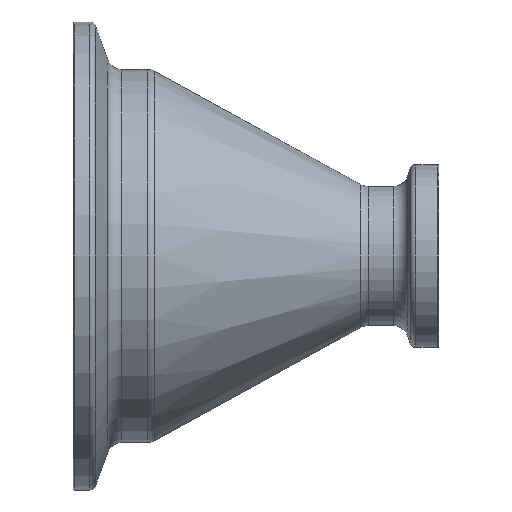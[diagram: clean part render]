
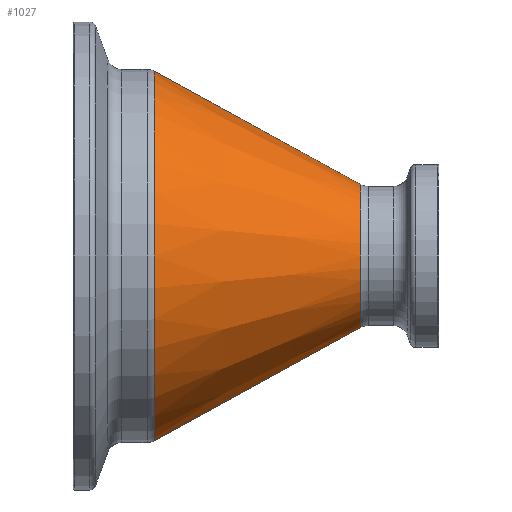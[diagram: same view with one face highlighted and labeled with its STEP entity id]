
A CAD part, front view. The second image highlights one B-rep face of the part: STEP entity #1027.
In plain terms, the highlighted conical face has half-angle 28.733 degrees and reference radius 9.771 mm.
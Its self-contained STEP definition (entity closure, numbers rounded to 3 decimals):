
#26 = ORIENTED_EDGE ( 'NONE', *, *, #903, .F. ) ;
#140 = CARTESIAN_POINT ( 'NONE',  ( 39.355, 0., 0. ) ) ;
#151 = EDGE_CURVE ( 'NONE', #1443, #1446, #1332, .T. ) ;
#164 = VERTEX_POINT ( 'NONE', #696 ) ;
#170 = DIRECTION ( 'NONE',  ( -0.877, 0., 0.481 ) ) ;
#284 = CARTESIAN_POINT ( 'NONE',  ( 39.355, 0., -9.771 ) ) ;
#290 = EDGE_CURVE ( 'NONE', #869, #164, #1068, .T. ) ;
#313 = ORIENTED_EDGE ( 'NONE', *, *, #398, .T. ) ;
#351 = CARTESIAN_POINT ( 'NONE',  ( 39.355, 0., 0. ) ) ;
#381 = DIRECTION ( 'NONE',  ( 0., 0., 1. ) ) ;
#398 = EDGE_CURVE ( 'NONE', #1443, #869, #476, .T. ) ;
#408 = AXIS2_PLACEMENT_3D ( 'NONE', #351, #880, #1645 ) ;
#476 = CIRCLE ( 'NONE', #1198, 9.771 ) ;
#559 = VECTOR ( 'NONE', #170, 1000. ) ;
#579 = CONICAL_SURFACE ( 'NONE', #408, 9.771, 0.501 ) ;
#656 = DIRECTION ( 'NONE',  ( -1., 0., 0. ) ) ;
#679 = DIRECTION ( 'NONE',  ( -0.877, 0., -0.481 ) ) ;
#696 = CARTESIAN_POINT ( 'NONE',  ( 11.069, 0., 25.279 ) ) ;
#869 = VERTEX_POINT ( 'NONE', #1173 ) ;
#880 = DIRECTION ( 'NONE',  ( -1., 0., 0. ) ) ;
#903 = EDGE_CURVE ( 'NONE', #1446, #164, #1058, .T. ) ;
#904 = DIRECTION ( 'NONE',  ( -1., 0., 0. ) ) ;
#912 = ORIENTED_EDGE ( 'NONE', *, *, #290, .T. ) ;
#948 = ORIENTED_EDGE ( 'NONE', *, *, #151, .F. ) ;
#1027 = ADVANCED_FACE ( 'NONE', ( #1116 ), #579, .T. ) ;
#1042 = CARTESIAN_POINT ( 'NONE',  ( 11.069, 0., 0. ) ) ;
#1058 = CIRCLE ( 'NONE', #1193, 25.279 ) ;
#1068 = LINE ( 'NONE', #1454, #559 ) ;
#1116 = FACE_OUTER_BOUND ( 'NONE', #1453, .T. ) ;
#1173 = CARTESIAN_POINT ( 'NONE',  ( 39.355, 0., 9.771 ) ) ;
#1187 = DIRECTION ( 'NONE',  ( 0., 0., 1. ) ) ;
#1193 = AXIS2_PLACEMENT_3D ( 'NONE', #1042, #904, #381 ) ;
#1198 = AXIS2_PLACEMENT_3D ( 'NONE', #140, #656, #1187 ) ;
#1236 = CARTESIAN_POINT ( 'NONE',  ( 11.069, 0., -25.279 ) ) ;
#1332 = LINE ( 'NONE', #1619, #1386 ) ;
#1386 = VECTOR ( 'NONE', #679, 1000. ) ;
#1443 = VERTEX_POINT ( 'NONE', #284 ) ;
#1446 = VERTEX_POINT ( 'NONE', #1236 ) ;
#1453 = EDGE_LOOP ( 'NONE', ( #948, #313, #912, #26 ) ) ;
#1454 = CARTESIAN_POINT ( 'NONE',  ( 39.355, 0., 9.771 ) ) ;
#1619 = CARTESIAN_POINT ( 'NONE',  ( 39.355, 0., -9.771 ) ) ;
#1645 = DIRECTION ( 'NONE',  ( 0., 0., 1. ) ) ;
